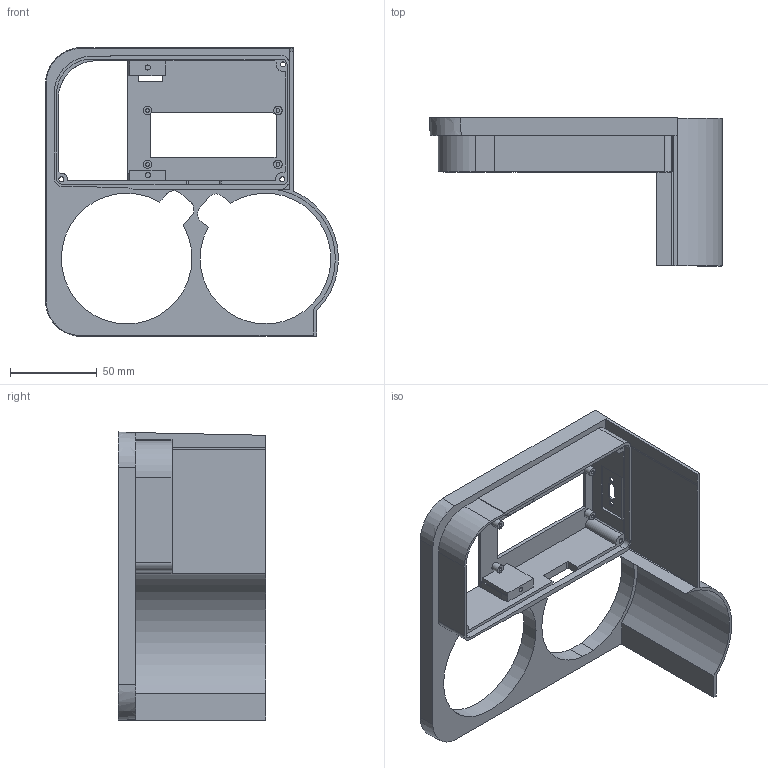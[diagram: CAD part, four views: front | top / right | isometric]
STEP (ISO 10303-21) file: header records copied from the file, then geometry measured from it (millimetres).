
FILE_DESCRIPTION(/* description */ (''),/* implementation_level */ '2;1');
FILE_NAME(/* name */ 'screen_holder.step',/* time_stamp */ '2023-12-29T20:58:02+01:00',/* author */ (''),/* organization */ (''),/* preprocessor_version */ 'ST-DEVELOPER v20',/* originating_system */ 'Autodesk Translation Framework v12.14.0.127',/* authorisation */ '');
FILE_SCHEMA (('AUTOMOTIVE_DESIGN { 1 0 10303 214 3 1 1 }'));
Length unit declared in the file: millimetre
Products named in the file (1): High Res Assembly_Top Screen
Bounding box: 168.52 x 85 x 165.73 mm (x, y, z)
Volume: 131965 mm3; surface area: 82861.4 mm2
Topology: 1 solids, 1 shells, 196 faces, 526 edges, 347 vertices
Faces by surface type: plane 128, cylinder 64, bspline 4
Full cylindrical faces by diameter (mm): 2 x2, 2.2 x4, 2.9 x5, 3.5 x2, 4.8 x4, 6 x3
Entity records: 6352 total; most frequent: CARTESIAN_POINT 1265, ORIENTED_EDGE 1052, DIRECTION 1039, EDGE_CURVE 526, LINE 379, VECTOR 379, VERTEX_POINT 347, AXIS2_PLACEMENT_3D 330
